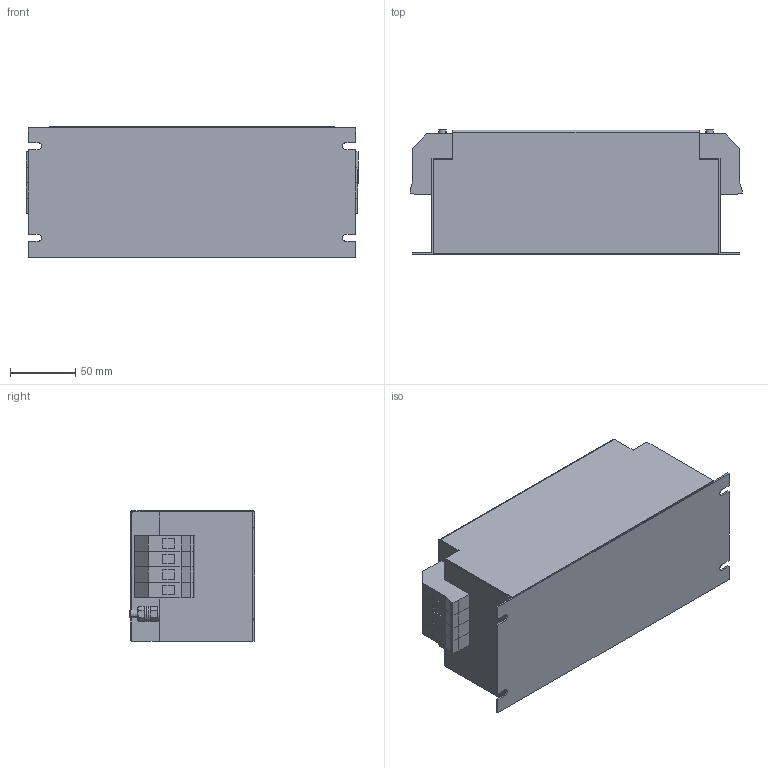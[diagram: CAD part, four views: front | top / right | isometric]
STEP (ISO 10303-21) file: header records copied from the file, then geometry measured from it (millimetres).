
FILE_DESCRIPTION (( 'STEP AP214' ), '1' );
FILE_NAME ('209605.STEP', '2020-05-28T21:10:46', ( '' ), ( '' ), 'SwSTEP 2.0', 'SolidWorks 2018', '' );
FILE_SCHEMA (( 'AUTOMOTIVE_DESIGN' ));
Length unit declared in the file: millimetre
Products named in the file (1): 209605
Bounding box: 253.6 x 95.8 x 100 mm (x, y, z)
Volume: 2115585.3 mm3; surface area: 117346.7 mm2
Topology: 1 solids, 1 shells, 309 faces, 739 edges, 456 vertices
Faces by surface type: plane 200, cone 52, cylinder 49, torus 8
Entity records: 9163 total; most frequent: CARTESIAN_POINT 2065, ORIENTED_EDGE 1478, DIRECTION 1411, EDGE_CURVE 739, AXIS2_PLACEMENT_3D 474, VECTOR 463, LINE 463, VERTEX_POINT 456
